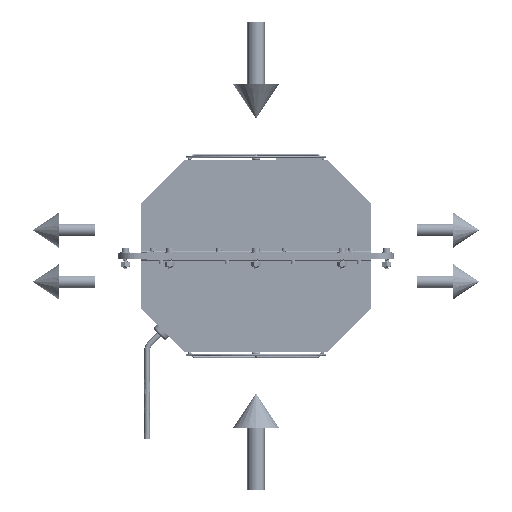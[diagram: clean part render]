
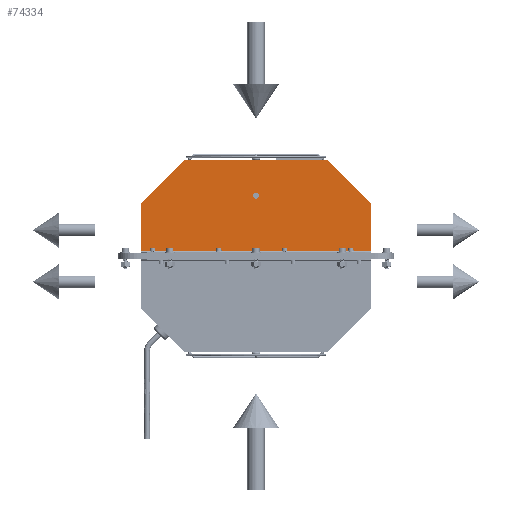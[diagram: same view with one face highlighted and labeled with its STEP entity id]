
A CAD part, front view. The second image highlights one B-rep face of the part: STEP entity #74334.
In plain terms, the highlighted planar face has unit normal (0, -1, 0).
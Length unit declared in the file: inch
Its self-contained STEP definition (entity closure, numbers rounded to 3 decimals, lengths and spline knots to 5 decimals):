
#3194 = AXIS2_PLACEMENT_3D ( 'NONE', #233550, #171701, #25109 ) ;
#5729 = CARTESIAN_POINT ( 'NONE',  ( -3.155, -4.9375, 4.0325 ) ) ;
#6348 = FACE_OUTER_BOUND ( 'NONE', #183220, .T. ) ;
#6442 = CARTESIAN_POINT ( 'NONE',  ( -5., -4.9375, 0.0625 ) ) ;
#7691 = PLANE ( 'NONE',  #3194 ) ;
#7733 = LINE ( 'NONE', #94843, #84012 ) ;
#7793 = LINE ( 'NONE', #6442, #73570 ) ;
#13671 = VERTEX_POINT ( 'NONE', #145983 ) ;
#16181 = LINE ( 'NONE', #220608, #62094 ) ;
#18209 = VERTEX_POINT ( 'NONE', #217355 ) ;
#18443 = VERTEX_POINT ( 'NONE', #32401 ) ;
#19069 = DIRECTION ( 'NONE',  ( 0., 0., -1. ) ) ;
#25109 = DIRECTION ( 'NONE',  ( 0., 0., -1. ) ) ;
#27843 = ORIENTED_EDGE ( 'NONE', *, *, #204107, .T. ) ;
#30002 = EDGE_CURVE ( 'NONE', #231521, #235609, #87865, .T. ) ;
#30233 = EDGE_CURVE ( 'NONE', #13671, #134422, #16181, .T. ) ;
#32401 = CARTESIAN_POINT ( 'NONE',  ( 5., -4.9375, 2.1875 ) ) ;
#37081 = ORIENTED_EDGE ( 'NONE', *, *, #173813, .F. ) ;
#37369 = DIRECTION ( 'NONE',  ( 0., -1., 0. ) ) ;
#57251 = EDGE_CURVE ( 'NONE', #18209, #77234, #163233, .T. ) ;
#62094 = VECTOR ( 'NONE', #76608, 39.37008 ) ;
#64872 = DIRECTION ( 'NONE',  ( -1., 0., 0. ) ) ;
#70299 = CARTESIAN_POINT ( 'NONE',  ( 3.155, -4.9375, 4.0325 ) ) ;
#72097 = DIRECTION ( 'NONE',  ( 0., 0., 1. ) ) ;
#73266 = CARTESIAN_POINT ( 'NONE',  ( 0., -4.9375, 2.5 ) ) ;
#73355 = DIRECTION ( 'NONE',  ( 0.707, 0., -0.707 ) ) ;
#73570 = VECTOR ( 'NONE', #72097, 39.37008 ) ;
#74334 = ADVANCED_FACE ( 'NONE', ( #191880, #6348 ), #7691, .F. ) ;
#76608 = DIRECTION ( 'NONE',  ( 0.707, 0., 0.707 ) ) ;
#77234 = VERTEX_POINT ( 'NONE', #155267 ) ;
#82362 = LINE ( 'NONE', #187399, #116053 ) ;
#84012 = VECTOR ( 'NONE', #73355, 39.37008 ) ;
#87865 = CIRCLE ( 'NONE', #160822, 0.125 ) ;
#94843 = CARTESIAN_POINT ( 'NONE',  ( 3.125, -4.9375, 4.0625 ) ) ;
#95985 = VERTEX_POINT ( 'NONE', #70299 ) ;
#105151 = CARTESIAN_POINT ( 'NONE',  ( 0., -4.9375, 2.625 ) ) ;
#105564 = ORIENTED_EDGE ( 'NONE', *, *, #57251, .T. ) ;
#113363 = CARTESIAN_POINT ( 'NONE',  ( 5., -4.9375, 0.0625 ) ) ;
#113514 = EDGE_CURVE ( 'NONE', #77234, #18443, #210332, .T. ) ;
#116053 = VECTOR ( 'NONE', #64872, 39.37008 ) ;
#118862 = ORIENTED_EDGE ( 'NONE', *, *, #218670, .F. ) ;
#124136 = CARTESIAN_POINT ( 'NONE',  ( 5., -4.9375, 0.0825 ) ) ;
#128198 = DIRECTION ( 'NONE',  ( 0., 0., 1. ) ) ;
#134422 = VERTEX_POINT ( 'NONE', #5729 ) ;
#134425 = ORIENTED_EDGE ( 'NONE', *, *, #113514, .T. ) ;
#145332 = ORIENTED_EDGE ( 'NONE', *, *, #30002, .F. ) ;
#145983 = CARTESIAN_POINT ( 'NONE',  ( -5., -4.9375, 2.1875 ) ) ;
#155267 = CARTESIAN_POINT ( 'NONE',  ( 5., -4.9375, 0.0825 ) ) ;
#157160 = EDGE_LOOP ( 'NONE', ( #37081, #145332 ) ) ;
#160822 = AXIS2_PLACEMENT_3D ( 'NONE', #73266, #161630, #19069 ) ;
#161630 = DIRECTION ( 'NONE',  ( 0., -1., 0. ) ) ;
#163233 = LINE ( 'NONE', #124136, #167706 ) ;
#167706 = VECTOR ( 'NONE', #207587, 39.37008 ) ;
#171701 = DIRECTION ( 'NONE',  ( 0., 1., 0. ) ) ;
#173813 = EDGE_CURVE ( 'NONE', #235609, #231521, #189494, .T. ) ;
#173937 = EDGE_CURVE ( 'NONE', #18209, #13671, #7793, .T. ) ;
#181366 = DIRECTION ( 'NONE',  ( 0., 0., -1. ) ) ;
#183220 = EDGE_LOOP ( 'NONE', ( #118862, #27843, #251002, #263676, #105564, #134425 ) ) ;
#187399 = CARTESIAN_POINT ( 'NONE',  ( -5., -4.9375, 4.0325 ) ) ;
#189494 = CIRCLE ( 'NONE', #253781, 0.125 ) ;
#191880 = FACE_BOUND ( 'NONE', #157160, .T. ) ;
#204107 = EDGE_CURVE ( 'NONE', #95985, #134422, #82362, .T. ) ;
#207587 = DIRECTION ( 'NONE',  ( 1., 0., 0. ) ) ;
#210332 = LINE ( 'NONE', #113363, #211119 ) ;
#211119 = VECTOR ( 'NONE', #128198, 39.37008 ) ;
#217355 = CARTESIAN_POINT ( 'NONE',  ( -5., -4.9375, 0.0825 ) ) ;
#218670 = EDGE_CURVE ( 'NONE', #95985, #18443, #7733, .T. ) ;
#220608 = CARTESIAN_POINT ( 'NONE',  ( -3.125, -4.9375, 4.0625 ) ) ;
#221747 = CARTESIAN_POINT ( 'NONE',  ( 0., -4.9375, 2.5 ) ) ;
#231521 = VERTEX_POINT ( 'NONE', #105151 ) ;
#233550 = CARTESIAN_POINT ( 'NONE',  ( -5., -4.9375, 0.0625 ) ) ;
#235609 = VERTEX_POINT ( 'NONE', #256352 ) ;
#251002 = ORIENTED_EDGE ( 'NONE', *, *, #30233, .F. ) ;
#253781 = AXIS2_PLACEMENT_3D ( 'NONE', #221747, #37369, #181366 ) ;
#256352 = CARTESIAN_POINT ( 'NONE',  ( 0., -4.9375, 2.375 ) ) ;
#263676 = ORIENTED_EDGE ( 'NONE', *, *, #173937, .F. ) ;
